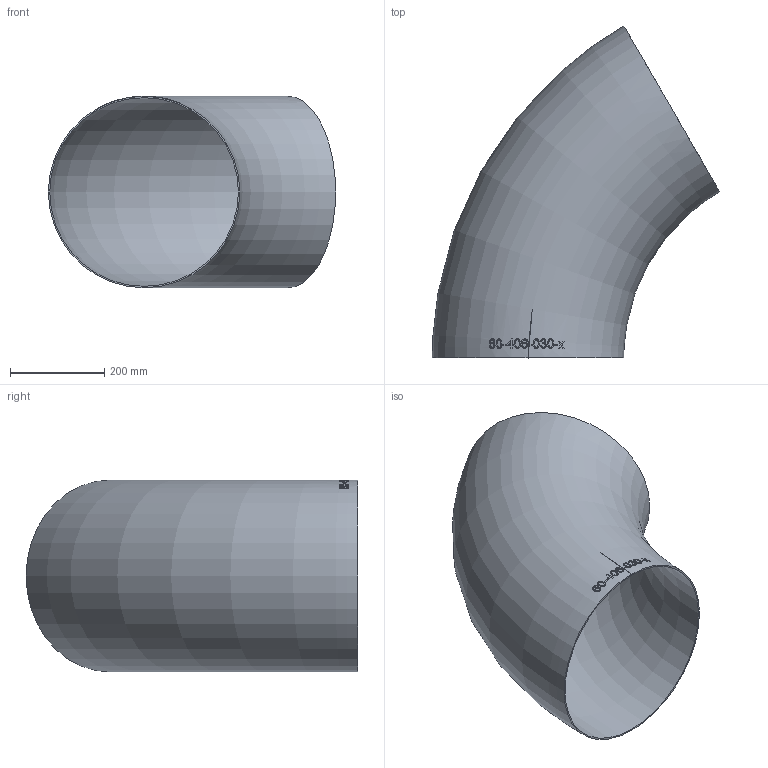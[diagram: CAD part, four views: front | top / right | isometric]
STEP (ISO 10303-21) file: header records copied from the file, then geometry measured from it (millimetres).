
FILE_DESCRIPTION (( 'STEP AP214' ), '1' );
FILE_NAME ('60-406-030-x Bogen 2004.STEP', '2020-04-27T12:06:38', ( '' ), ( '' ), 'SwSTEP 2.0', 'SolidWorks 2019', '' );
FILE_SCHEMA (( 'AUTOMOTIVE_DESIGN' ));
Length unit declared in the file: millimetre
Products named in the file (1): 60-406-030-x Bogen 2004
Bounding box: 609.8 x 704.25 x 406.4 mm (x, y, z)
Volume: 2428608.3 mm3; surface area: 1626736.6 mm2
Topology: 1 solids, 1 shells, 153 faces, 397 edges, 265 vertices
Faces by surface type: bspline 130, torus 21, plane 2
Entity records: 40198 total; most frequent: CARTESIAN_POINT 36016, ORIENTED_EDGE 788, EDGE_CURVE 394, B_SPLINE_CURVE_WITH_KNOTS 390, VERTEX_POINT 264, EDGE_LOOP 176, FACE_OUTER_BOUND 155, ADVANCED_FACE 153
